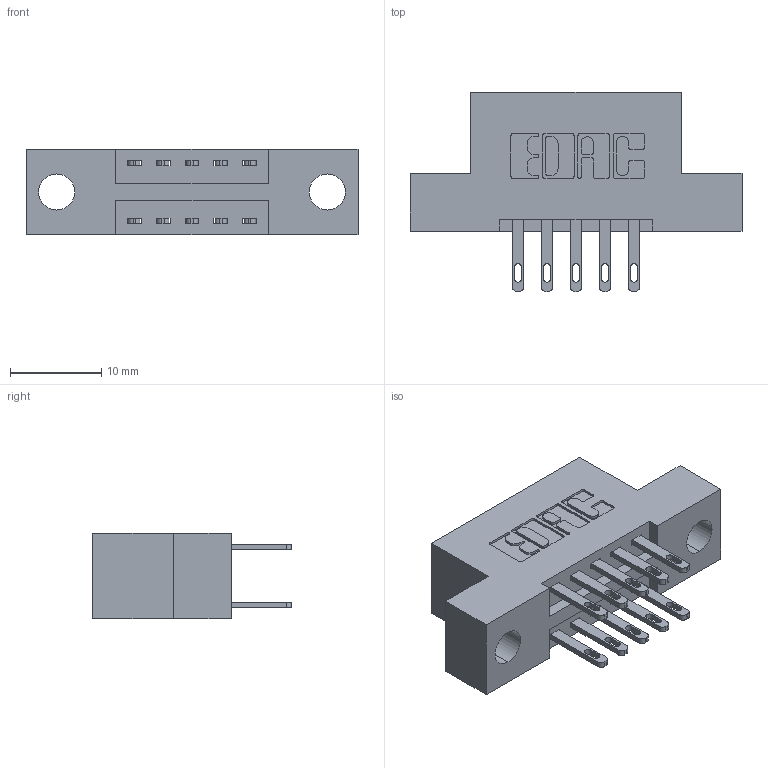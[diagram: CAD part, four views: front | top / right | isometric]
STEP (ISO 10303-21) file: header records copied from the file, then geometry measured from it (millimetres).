
FILE_DESCRIPTION (( 'STEP AP203' ), '1' );
FILE_NAME ('896-010-500-204.STEP', '2021-07-27T14:20:33', ( '' ), ( '' ), 'SwSTEP 2.0', 'SolidWorks 2020', '' );
FILE_SCHEMA (( 'CONFIG_CONTROL_DESIGN' ));
Length unit declared in the file: inch
Products named in the file (3): 896-010-500-204; 345-292-001_345-293-100; 846 Part_Flush Mounting Lugs - 0.156 Dia-TH
Assembly tree (11 placements, depth 2):
  896-010-500-204
    846 Part_Flush Mounting Lugs - 0.156 Dia-TH
    345-292-001_345-293-100  x10
Bounding box: 36.45 x 21.84 x 9.4 mm (x, y, z)
Volume: 3209.6 mm3; surface area: 3748.2 mm2
Topology: 11 solids, 11 shells, 602 faces, 1799 edges, 1198 vertices
Faces by surface type: plane 366, cylinder 236
Entity records: 8177 total; most frequent: CARTESIAN_POINT 1396, ORIENTED_EDGE 1330, DIRECTION 1285, EDGE_CURVE 665, VECTOR 509, LINE 509, VERTEX_POINT 442, AXIS2_PLACEMENT_3D 388
